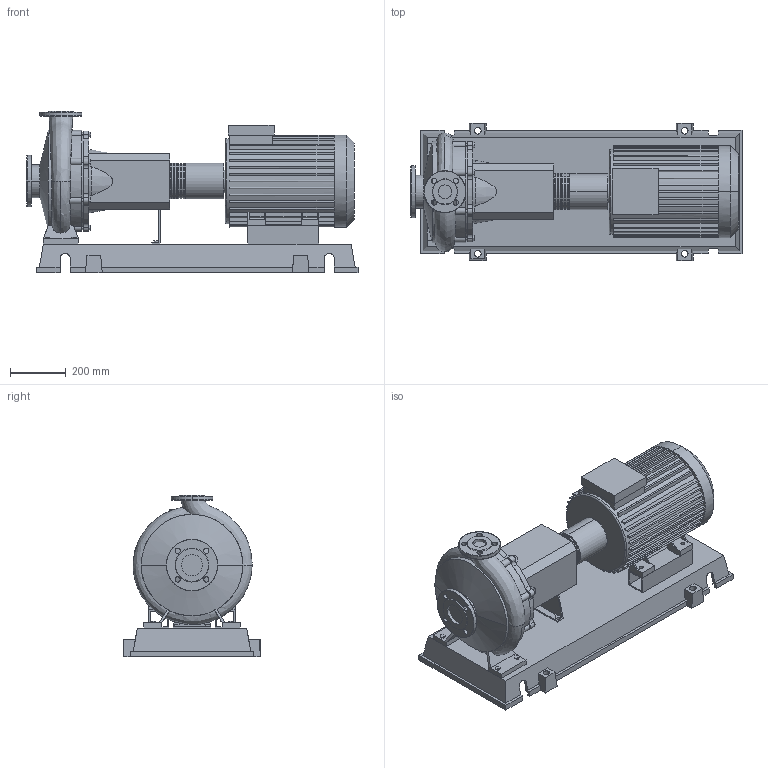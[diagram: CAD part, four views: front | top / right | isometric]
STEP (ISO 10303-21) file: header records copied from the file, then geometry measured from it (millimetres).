
FILE_DESCRIPTION((''),'2;1');
FILE_NAME('3d_NL40_315-18.5-2-05-4109024.stp','2015-03-03T07:42:03',(''),(''),'Mechanical Desktop 2009','Mechanical Desktop 2009',', , ');
FILE_SCHEMA(('CONFIG_CONTROL_DESIGN'));
Length unit declared in the file: millimetre
Products named in the file (1): Product
Bounding box: 1187.5 x 490 x 578 mm (x, y, z)
Volume: 79312404.1 mm3; surface area: 4061974.9 mm2
Topology: 13 solids, 13 shells, 851 faces, 2250 edges, 1479 vertices
Faces by surface type: plane 436, bspline 210, cylinder 189, cone 10, torus 6
Entity records: 30931 total; most frequent: CARTESIAN_POINT 9921, ORIENTED_EDGE 4502, DIRECTION 4107, EDGE_CURVE 2251, VERTEX_POINT 1478, VECTOR 1439, LINE 1439, AXIS2_PLACEMENT_3D 1334
